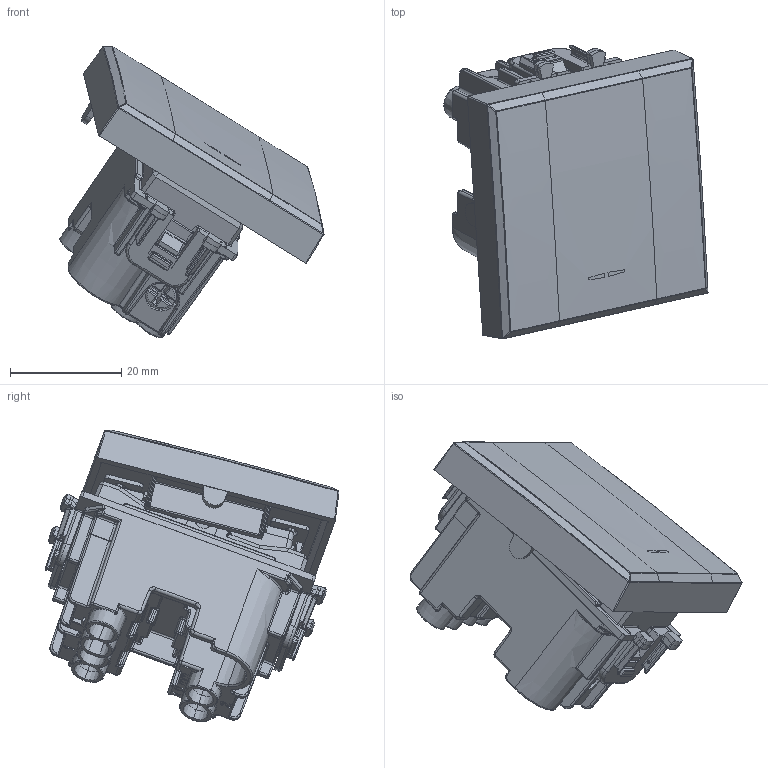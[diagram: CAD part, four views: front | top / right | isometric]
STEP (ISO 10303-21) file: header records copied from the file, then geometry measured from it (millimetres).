
FILE_DESCRIPTION(('CATIA V5 STEP Exchange'),'2;1');
FILE_NAME('443002-2.stp','2024-02-16T07:21:31+00:00',('none'),('none'),'CATIA Version 5-6 Release 2016 SP6','CATIA V5 STEP AP203','none');
FILE_SCHEMA(('CONFIG_CONTROL_DESIGN'));
Products named in the file (1): 443002-2
Assembly tree (13 placements, depth 2):
  443002-2
    #57
    #55057
    #110062
    #142265
    #161346
    #163916  x2
    #165571  x3
    #167484  x3
Bounding box: 47.56 x 52.95 x 52.51 mm (x, y, z)
Volume: 16938.7 mm3; surface area: 27348.6 mm2
Topology: 16 solids, 16 shells, 4477 faces, 11593 edges, 6908 vertices
Faces by surface type: plane 1610, cylinder 1588, bspline 682, cone 225, sphere 225, torus 105, extrusion 38, revolution 4
Entity records: 168357 total; most frequent: CARTESIAN_POINT 79992, ORIENTED_EDGE 21446, DIRECTION 12521, EDGE_CURVE 10723, VERTEX_POINT 6518, VECTOR 4884, LINE 4846, AXIS2_PLACEMENT_3D 4651
